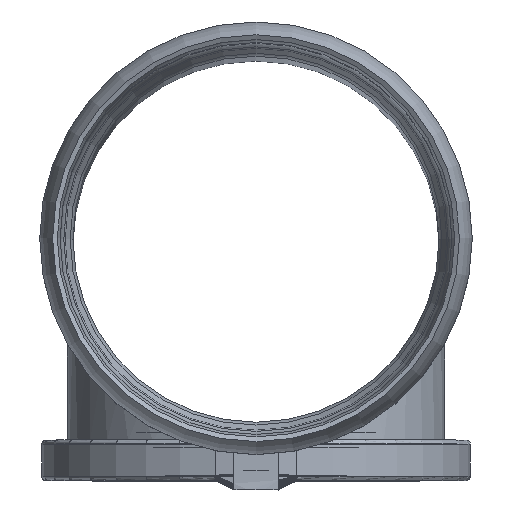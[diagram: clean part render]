
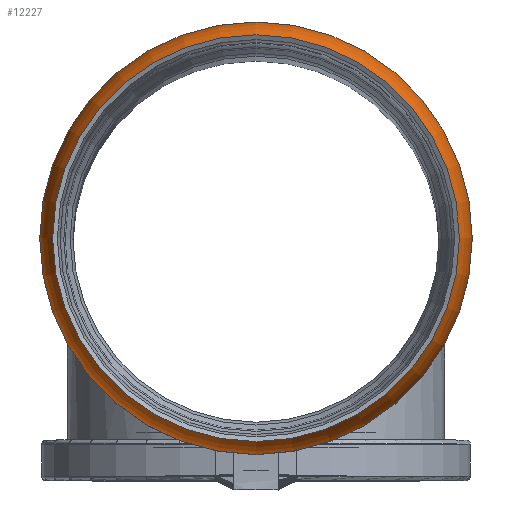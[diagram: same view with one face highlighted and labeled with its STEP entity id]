
A CAD part, top view. The second image highlights one B-rep face of the part: STEP entity #12227.
In plain terms, the highlighted toroidal (fillet/blend) face has major radius 340 mm and minor radius 245 mm.
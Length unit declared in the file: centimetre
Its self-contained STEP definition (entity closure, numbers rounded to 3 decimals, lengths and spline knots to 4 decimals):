
#767=TOROIDAL_SURFACE('',#12950,34.,24.5);
#816=FACE_OUTER_BOUND('',#1502,.T.);
#1502=EDGE_LOOP('',(#8426,#8427,#8428,#8429,#8430,#8431));
#4904=CIRCLE('',#12947,58.5);
#4905=CIRCLE('',#12948,58.5);
#4907=CIRCLE('',#12951,24.5);
#4908=CIRCLE('',#12952,55.0117);
#4909=CIRCLE('',#12953,55.0117);
#5302=VERTEX_POINT('',#16588);
#5303=VERTEX_POINT('',#16590);
#5304=VERTEX_POINT('',#16595);
#5305=VERTEX_POINT('',#16597);
#6520=EDGE_CURVE('',#5302,#5303,#4904,.T.);
#6521=EDGE_CURVE('',#5303,#5302,#4905,.T.);
#6523=EDGE_CURVE('',#5303,#5304,#4907,.T.);
#6524=EDGE_CURVE('',#5304,#5305,#4908,.T.);
#6525=EDGE_CURVE('',#5305,#5304,#4909,.T.);
#8426=ORIENTED_EDGE('',*,*,#6520,.F.);
#8427=ORIENTED_EDGE('',*,*,#6521,.F.);
#8428=ORIENTED_EDGE('',*,*,#6523,.T.);
#8429=ORIENTED_EDGE('',*,*,#6524,.T.);
#8430=ORIENTED_EDGE('',*,*,#6525,.T.);
#8431=ORIENTED_EDGE('',*,*,#6523,.F.);
#12227=ADVANCED_FACE('',(#816),#767,.T.);
#12947=AXIS2_PLACEMENT_3D('',#16591,#13745,#13746);
#12948=AXIS2_PLACEMENT_3D('',#16592,#13747,#13748);
#12950=AXIS2_PLACEMENT_3D('',#16594,#13751,#13752);
#12951=AXIS2_PLACEMENT_3D('',#16596,#13753,#13754);
#12952=AXIS2_PLACEMENT_3D('',#16598,#13755,#13756);
#12953=AXIS2_PLACEMENT_3D('',#16599,#13757,#13758);
#13745=DIRECTION('center_axis',(0.,0.,
-1.));
#13746=DIRECTION('ref_axis',(1.,0.,0.));
#13747=DIRECTION('center_axis',(0.,0.,
-1.));
#13748=DIRECTION('ref_axis',(1.,0.,0.));
#13751=DIRECTION('center_axis',(0.,0.,
-1.));
#13752=DIRECTION('ref_axis',(0.,1.,0.));
#13753=DIRECTION('center_axis',(-1.,0.,0.));
#13754=DIRECTION('ref_axis',(0.,-1.,0.));
#13755=DIRECTION('center_axis',(0.,0.,
-1.));
#13756=DIRECTION('ref_axis',(1.,0.,0.));
#13757=DIRECTION('center_axis',(0.,0.,
-1.));
#13758=DIRECTION('ref_axis',(1.,0.,0.));
#16588=CARTESIAN_POINT('',(-58.5,0.,987.4));
#16590=CARTESIAN_POINT('',(0.,-58.5,987.4));
#16591=CARTESIAN_POINT('Origin',(0.,0.,
987.4));
#16592=CARTESIAN_POINT('Origin',(0.,0.,
987.4));
#16594=CARTESIAN_POINT('Origin',(0.,0.,
987.4));
#16595=CARTESIAN_POINT('',(0.,-55.0117,1000.));
#16596=CARTESIAN_POINT('Origin',(0.,-34.,
987.4));
#16597=CARTESIAN_POINT('',(-55.0117,0.,1000.));
#16598=CARTESIAN_POINT('Origin',(0.,0.,1000.));
#16599=CARTESIAN_POINT('Origin',(0.,0.,1000.));
